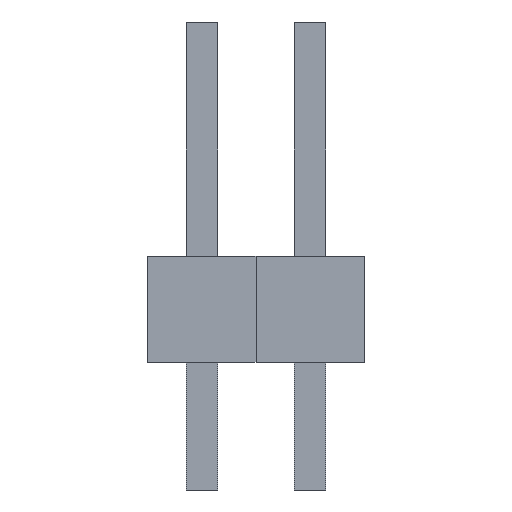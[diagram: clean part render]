
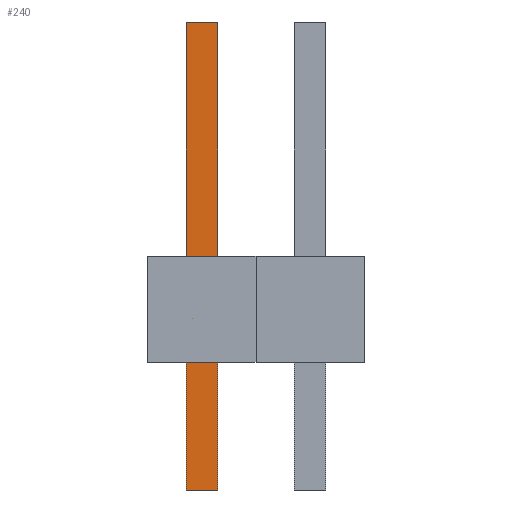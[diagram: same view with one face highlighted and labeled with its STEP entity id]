
A CAD part, front view. The second image highlights one B-rep face of the part: STEP entity #240.
In plain terms, the highlighted planar face has unit normal (0, -1, 0).
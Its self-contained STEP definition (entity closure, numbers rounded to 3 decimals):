
#13=DIRECTION('',(0.,0.,1.));
#14=DIRECTION('',(1.,0.,0.));
#81=VECTOR('',#13,1.);
#88=DIRECTION('',(0.,1.,0.));
#130=VECTOR('',#14,1.);
#194=EDGE_CURVE('',#195,#197,#199,.T.);
#195=VERTEX_POINT('',#196);
#196=CARTESIAN_POINT('',(-0.371,-0.371,-3.));
#197=VERTEX_POINT('',#198);
#198=CARTESIAN_POINT('',(-0.371,-0.371,8.));
#199=LINE('',#196,#81);
#218=ORIENTED_EDGE('',*,*,#219,.F.);
#219=EDGE_CURVE('',#220,#222,#224,.T.);
#220=VERTEX_POINT('',#221);
#221=CARTESIAN_POINT('',(0.371,-0.371,-3.));
#222=VERTEX_POINT('',#223);
#223=CARTESIAN_POINT('',(0.371,-0.371,8.));
#224=LINE('',#221,#81);
#240=ADVANCED_FACE('',(#241),#250,.F.);
#241=FACE_BOUND('',#242,.F.);
#242=EDGE_LOOP('',(#243,#246,#247,#218));
#243=ORIENTED_EDGE('',*,*,#244,.F.);
#244=EDGE_CURVE('',#195,#220,#245,.T.);
#245=LINE('',#196,#130);
#246=ORIENTED_EDGE('',*,*,#194,.T.);
#247=ORIENTED_EDGE('',*,*,#248,.T.);
#248=EDGE_CURVE('',#197,#222,#249,.T.);
#249=LINE('',#198,#130);
#250=PLANE('',#251);
#251=AXIS2_PLACEMENT_3D('',#196,#88,#13);
